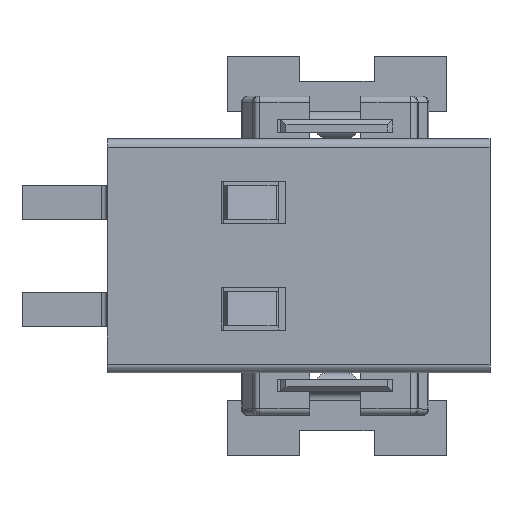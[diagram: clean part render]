
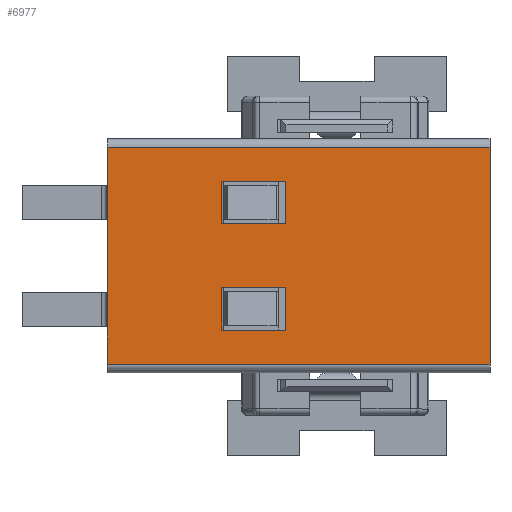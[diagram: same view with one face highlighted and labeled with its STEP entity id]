
A CAD part, top view. The second image highlights one B-rep face of the part: STEP entity #6977.
In plain terms, the highlighted planar face has unit normal (0, 0, 1).
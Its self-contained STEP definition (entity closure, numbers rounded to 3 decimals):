
#479=ORIENTED_EDGE('',*,*,#2568,.T.);
#480=ORIENTED_EDGE('',*,*,#2569,.T.);
#481=ORIENTED_EDGE('',*,*,#2570,.T.);
#482=ORIENTED_EDGE('',*,*,#2571,.T.);
#483=ORIENTED_EDGE('',*,*,#2491,.F.);
#484=ORIENTED_EDGE('',*,*,#2572,.T.);
#485=ORIENTED_EDGE('',*,*,#2573,.T.);
#486=ORIENTED_EDGE('',*,*,#2574,.T.);
#487=ORIENTED_EDGE('',*,*,#2575,.T.);
#488=ORIENTED_EDGE('',*,*,#2576,.T.);
#489=ORIENTED_EDGE('',*,*,#2577,.T.);
#490=ORIENTED_EDGE('',*,*,#2578,.T.);
#2491=EDGE_CURVE('',#3540,#3541,#4203,.T.);
#2568=EDGE_CURVE('',#3608,#3609,#4271,.T.);
#2569=EDGE_CURVE('',#3609,#3610,#4272,.T.);
#2570=EDGE_CURVE('',#3610,#3611,#4273,.T.);
#2571=EDGE_CURVE('',#3611,#3608,#4274,.T.);
#2572=EDGE_CURVE('',#3540,#3612,#4275,.T.);
#2573=EDGE_CURVE('',#3612,#3613,#4276,.T.);
#2574=EDGE_CURVE('',#3613,#3541,#4277,.F.);
#2575=EDGE_CURVE('',#3614,#3615,#4278,.T.);
#2576=EDGE_CURVE('',#3615,#3616,#4279,.T.);
#2577=EDGE_CURVE('',#3616,#3617,#4280,.T.);
#2578=EDGE_CURVE('',#3617,#3614,#4281,.T.);
#3540=VERTEX_POINT('',#10035);
#3541=VERTEX_POINT('',#10037);
#3608=VERTEX_POINT('',#10192);
#3609=VERTEX_POINT('',#10193);
#3610=VERTEX_POINT('',#10195);
#3611=VERTEX_POINT('',#10197);
#3612=VERTEX_POINT('',#10200);
#3613=VERTEX_POINT('',#10202);
#3614=VERTEX_POINT('',#10205);
#3615=VERTEX_POINT('',#10206);
#3616=VERTEX_POINT('',#10208);
#3617=VERTEX_POINT('',#10210);
#4203=LINE('',#10036,#5054);
#4271=LINE('',#10191,#5122);
#4272=LINE('',#10194,#5123);
#4273=LINE('',#10196,#5124);
#4274=LINE('',#10198,#5125);
#4275=LINE('',#10199,#5126);
#4276=LINE('',#10201,#5127);
#4277=LINE('',#10203,#5128);
#4278=LINE('',#10204,#5129);
#4279=LINE('',#10207,#5130);
#4280=LINE('',#10209,#5131);
#4281=LINE('',#10211,#5132);
#5054=VECTOR('',#8016,1000.);
#5122=VECTOR('',#8124,1000.);
#5123=VECTOR('',#8125,1000.);
#5124=VECTOR('',#8126,1000.);
#5125=VECTOR('',#8127,1000.);
#5126=VECTOR('',#8128,1000.);
#5127=VECTOR('',#8129,1000.);
#5128=VECTOR('',#8130,1000.);
#5129=VECTOR('',#8131,1000.);
#5130=VECTOR('',#8132,1000.);
#5131=VECTOR('',#8133,1000.);
#5132=VECTOR('',#8134,1000.);
#5898=EDGE_LOOP('',(#479,#480,#481,#482));
#5899=EDGE_LOOP('',(#483,#484,#485,#486));
#5900=EDGE_LOOP('',(#487,#488,#489,#490));
#6301=FACE_BOUND('',#5898,.T.);
#6302=FACE_BOUND('',#5899,.T.);
#6303=FACE_BOUND('',#5900,.T.);
#6702=PLANE('',#7429);
#6977=ADVANCED_FACE('',(#6301,#6302,#6303),#6702,.F.);
#7429=AXIS2_PLACEMENT_3D('',#10190,#8122,#8123);
#8016=DIRECTION('',(0.,-1.,0.));
#8122=DIRECTION('',(0.,0.,-1.));
#8123=DIRECTION('',(-1.,0.,0.));
#8124=DIRECTION('',(-1.,0.,0.));
#8125=DIRECTION('',(0.,1.,0.));
#8126=DIRECTION('',(1.,0.,0.));
#8127=DIRECTION('',(0.,-1.,0.));
#8128=DIRECTION('',(-1.,0.,0.));
#8129=DIRECTION('',(0.,-1.,0.));
#8130=DIRECTION('',(-1.,0.,0.));
#8131=DIRECTION('',(-1.,0.,0.));
#8132=DIRECTION('',(0.,1.,0.));
#8133=DIRECTION('',(1.,0.,0.));
#8134=DIRECTION('',(0.,-1.,0.));
#10035=CARTESIAN_POINT('',(9.,2.55,5.));
#10036=CARTESIAN_POINT('',(9.,2.75,5.));
#10037=CARTESIAN_POINT('',(9.,-2.55,5.));
#10190=CARTESIAN_POINT('',(9.,2.75,5.));
#10191=CARTESIAN_POINT('',(4.2,-1.75,5.));
#10192=CARTESIAN_POINT('',(4.2,-1.75,5.));
#10193=CARTESIAN_POINT('',(2.69,-1.75,5.));
#10194=CARTESIAN_POINT('',(2.69,-1.75,5.));
#10195=CARTESIAN_POINT('',(2.69,-0.75,5.));
#10196=CARTESIAN_POINT('',(2.69,-0.75,5.));
#10197=CARTESIAN_POINT('',(4.2,-0.75,5.));
#10198=CARTESIAN_POINT('',(4.2,-0.75,5.));
#10199=CARTESIAN_POINT('',(9.,2.55,5.));
#10200=CARTESIAN_POINT('',(0.,2.55,5.));
#10201=CARTESIAN_POINT('',(0.,2.75,5.));
#10202=CARTESIAN_POINT('',(0.,-2.55,5.));
#10203=CARTESIAN_POINT('',(9.,-2.55,5.));
#10204=CARTESIAN_POINT('',(4.2,0.75,5.));
#10205=CARTESIAN_POINT('',(4.2,0.75,5.));
#10206=CARTESIAN_POINT('',(2.69,0.75,5.));
#10207=CARTESIAN_POINT('',(2.69,0.75,5.));
#10208=CARTESIAN_POINT('',(2.69,1.75,5.));
#10209=CARTESIAN_POINT('',(2.69,1.75,5.));
#10210=CARTESIAN_POINT('',(4.2,1.75,5.));
#10211=CARTESIAN_POINT('',(4.2,1.75,5.));
